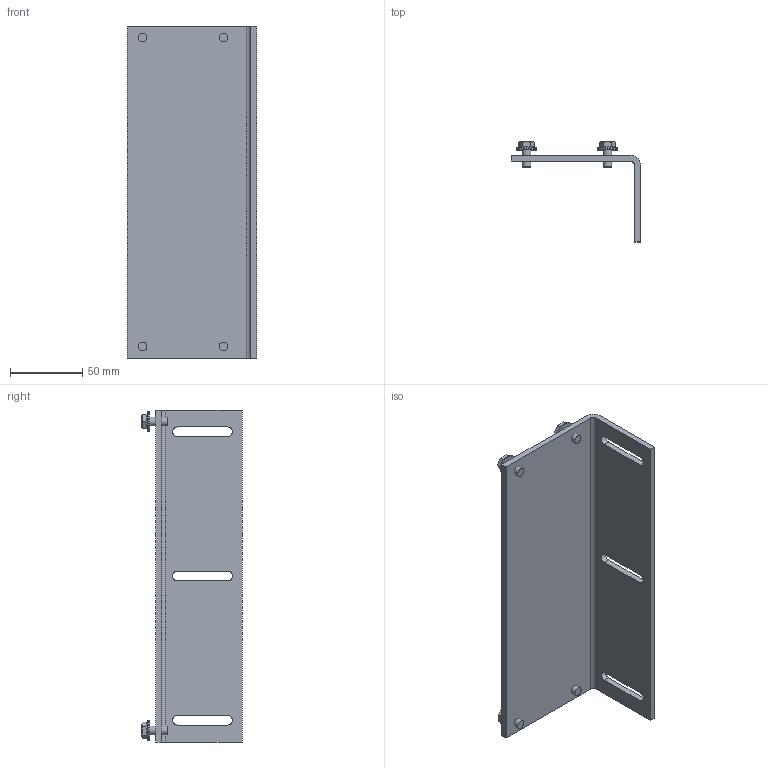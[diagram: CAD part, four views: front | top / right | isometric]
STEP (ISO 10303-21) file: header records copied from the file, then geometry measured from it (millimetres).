
FILE_DESCRIPTION(/* description */ (''),/* implementation_level */ '2;1');
FILE_NAME(/* name */ '6FB1104-0AT01-0AS0_3d.stp',/* time_stamp */ '2017-12-18T15:26:52+01:00',/* author */ ('Naepfel'),/* organization */ ('Siemens AG'),/* preprocessor_version */ 'ST-DEVELOPER v16',/* originating_system */ 'SIEMENS PLM Software NX 10.0',/* authorisation */ '');
FILE_SCHEMA (('AUTOMOTIVE_DESIGN { 1 0 10303 214 3 1 1 1 }'));
Length unit declared in the file: millimetre
Products named in the file (2): A5E43774662A_001; A5E43774644A_001
Assembly tree (1 placements, depth 2):
  A5E43774644A_001
    A5E43774662A_001
Bounding box: 89.5 x 69.5 x 230 mm (x, y, z)
Volume: 132153.1 mm3; surface area: 71386 mm2
Topology: 5 solids, 5 shells, 82 faces, 200 edges, 132 vertices
Faces by surface type: plane 50, cylinder 20, cone 8, torus 4
Full cylindrical faces by diameter (mm): 5 x4, 6 x4, 14.2 x4
Entity records: 2790 total; most frequent: CARTESIAN_POINT 585, DIRECTION 334, ORIENTED_EDGE 328, EDGE_CURVE 164, AXIS2_PLACEMENT_3D 133, EDGE_LOOP 124, VERTEX_POINT 120, ADVANCED_FACE 82
